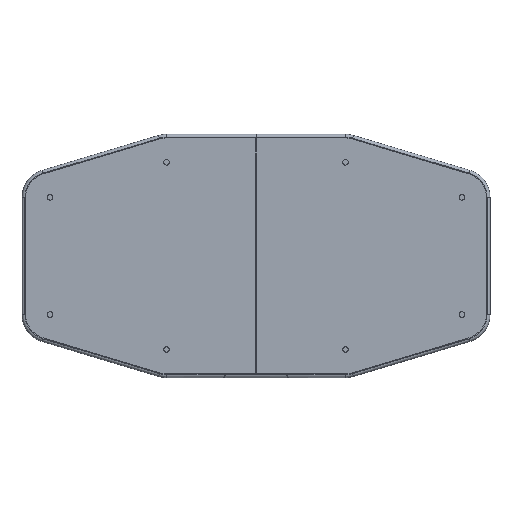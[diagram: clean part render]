
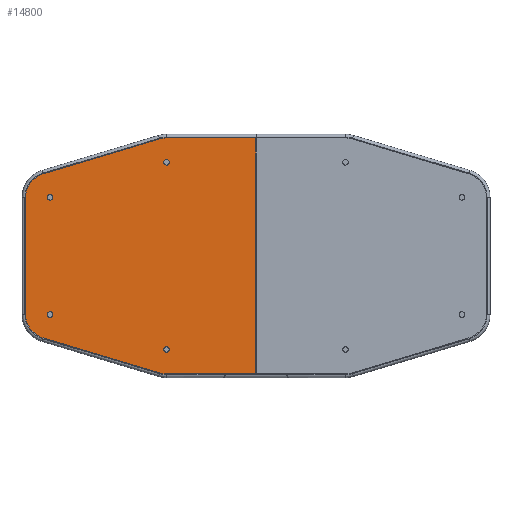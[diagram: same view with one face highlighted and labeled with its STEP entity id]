
A CAD part, top view. The second image highlights one B-rep face of the part: STEP entity #14800.
In plain terms, the highlighted planar face has unit normal (0, 0, 1).
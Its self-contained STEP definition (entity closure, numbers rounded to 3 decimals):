
#504=FACE_BOUND('',#2702,.T.);
#505=FACE_BOUND('',#2703,.T.);
#506=FACE_BOUND('',#2704,.T.);
#507=FACE_BOUND('',#2705,.T.);
#1095=CIRCLE('',#16261,16.55);
#1096=CIRCLE('',#16262,16.55);
#1097=CIRCLE('',#16263,16.55);
#1098=CIRCLE('',#16264,16.55);
#1099=CIRCLE('',#16265,1.9);
#1100=CIRCLE('',#16266,1.9);
#1101=CIRCLE('',#16267,1.9);
#1102=CIRCLE('',#16268,1.9);
#1816=FACE_OUTER_BOUND('',#2701,.T.);
#2701=EDGE_LOOP('',(#12722,#12723,#12724,#12725,#12726,#12727,#12728,#12729,
#12730,#12731));
#2702=EDGE_LOOP('',(#12732));
#2703=EDGE_LOOP('',(#12733));
#2704=EDGE_LOOP('',(#12734));
#2705=EDGE_LOOP('',(#12735));
#3957=LINE('',#24602,#5415);
#3958=LINE('',#24604,#5416);
#3959=LINE('',#24608,#5417);
#3960=LINE('',#24612,#5418);
#3961=LINE('',#24616,#5419);
#3962=LINE('',#24619,#5420);
#5415=VECTOR('',#20049,10.);
#5416=VECTOR('',#20050,10.);
#5417=VECTOR('',#20053,10.);
#5418=VECTOR('',#20056,10.);
#5419=VECTOR('',#20059,10.);
#5420=VECTOR('',#20062,10.);
#6881=VERTEX_POINT('',#24600);
#6882=VERTEX_POINT('',#24601);
#6883=VERTEX_POINT('',#24603);
#6884=VERTEX_POINT('',#24605);
#6885=VERTEX_POINT('',#24607);
#6886=VERTEX_POINT('',#24609);
#6887=VERTEX_POINT('',#24611);
#6888=VERTEX_POINT('',#24613);
#6889=VERTEX_POINT('',#24615);
#6890=VERTEX_POINT('',#24617);
#6891=VERTEX_POINT('',#24620);
#6892=VERTEX_POINT('',#24622);
#6893=VERTEX_POINT('',#24624);
#6894=VERTEX_POINT('',#24626);
#8878=EDGE_CURVE('',#6881,#6882,#3957,.T.);
#8879=EDGE_CURVE('',#6883,#6881,#3958,.T.);
#8880=EDGE_CURVE('',#6884,#6883,#1095,.T.);
#8881=EDGE_CURVE('',#6885,#6884,#3959,.T.);
#8882=EDGE_CURVE('',#6886,#6885,#1096,.T.);
#8883=EDGE_CURVE('',#6887,#6886,#3960,.T.);
#8884=EDGE_CURVE('',#6888,#6887,#1097,.T.);
#8885=EDGE_CURVE('',#6889,#6888,#3961,.T.);
#8886=EDGE_CURVE('',#6890,#6889,#1098,.T.);
#8887=EDGE_CURVE('',#6882,#6890,#3962,.T.);
#8888=EDGE_CURVE('',#6891,#6891,#1099,.T.);
#8889=EDGE_CURVE('',#6892,#6892,#1100,.T.);
#8890=EDGE_CURVE('',#6893,#6893,#1101,.T.);
#8891=EDGE_CURVE('',#6894,#6894,#1102,.T.);
#12722=ORIENTED_EDGE('',*,*,#8878,.F.);
#12723=ORIENTED_EDGE('',*,*,#8879,.F.);
#12724=ORIENTED_EDGE('',*,*,#8880,.F.);
#12725=ORIENTED_EDGE('',*,*,#8881,.F.);
#12726=ORIENTED_EDGE('',*,*,#8882,.F.);
#12727=ORIENTED_EDGE('',*,*,#8883,.F.);
#12728=ORIENTED_EDGE('',*,*,#8884,.F.);
#12729=ORIENTED_EDGE('',*,*,#8885,.F.);
#12730=ORIENTED_EDGE('',*,*,#8886,.F.);
#12731=ORIENTED_EDGE('',*,*,#8887,.F.);
#12732=ORIENTED_EDGE('',*,*,#8888,.F.);
#12733=ORIENTED_EDGE('',*,*,#8889,.F.);
#12734=ORIENTED_EDGE('',*,*,#8890,.F.);
#12735=ORIENTED_EDGE('',*,*,#8891,.F.);
#14034=PLANE('',#16260);
#14800=ADVANCED_FACE('',(#1816,#504,#505,#506,#507),#14034,.T.);
#16260=AXIS2_PLACEMENT_3D('',#24599,#20047,#20048);
#16261=AXIS2_PLACEMENT_3D('',#24606,#20051,#20052);
#16262=AXIS2_PLACEMENT_3D('',#24610,#20054,#20055);
#16263=AXIS2_PLACEMENT_3D('',#24614,#20057,#20058);
#16264=AXIS2_PLACEMENT_3D('',#24618,#20060,#20061);
#16265=AXIS2_PLACEMENT_3D('',#24621,#20063,#20064);
#16266=AXIS2_PLACEMENT_3D('',#24623,#20065,#20066);
#16267=AXIS2_PLACEMENT_3D('',#24625,#20067,#20068);
#16268=AXIS2_PLACEMENT_3D('',#24627,#20069,#20070);
#20047=DIRECTION('center_axis',(0.,0.,1.));
#20048=DIRECTION('ref_axis',(0.,-1.,0.));
#20049=DIRECTION('',(0.,-1.,0.));
#20050=DIRECTION('',(1.,0.,0.));
#20051=DIRECTION('center_axis',(0.,0.,-1.));
#20052=DIRECTION('ref_axis',(0.,-1.,0.));
#20053=DIRECTION('',(0.958,0.287,0.));
#20054=DIRECTION('center_axis',(0.,0.,-1.));
#20055=DIRECTION('ref_axis',(0.,-1.,0.));
#20056=DIRECTION('',(0.,1.,0.));
#20057=DIRECTION('center_axis',(0.,0.,-1.));
#20058=DIRECTION('ref_axis',(0.,-1.,0.));
#20059=DIRECTION('',(-0.958,0.287,0.));
#20060=DIRECTION('center_axis',(0.,0.,-1.));
#20061=DIRECTION('ref_axis',(0.,-1.,0.));
#20062=DIRECTION('',(-1.,0.,0.));
#20063=DIRECTION('center_axis',(0.,0.,1.));
#20064=DIRECTION('ref_axis',(-1.,0.,0.));
#20065=DIRECTION('center_axis',(0.,0.,1.));
#20066=DIRECTION('ref_axis',(-1.,0.,0.));
#20067=DIRECTION('center_axis',(0.,0.,1.));
#20068=DIRECTION('ref_axis',(-1.,0.,0.));
#20069=DIRECTION('center_axis',(0.,0.,1.));
#20070=DIRECTION('ref_axis',(-1.,0.,0.));
#24599=CARTESIAN_POINT('Origin',(0.,65.05,
32.45));
#24600=CARTESIAN_POINT('',(-0.05,145.1,32.45));
#24601=CARTESIAN_POINT('',(-0.05,-15.,32.45));
#24602=CARTESIAN_POINT('',(-0.05,25.025,32.45));
#24603=CARTESIAN_POINT('',(-60.704,145.1,32.45));
#24604=CARTESIAN_POINT('',(30.352,145.1,32.45));
#24605=CARTESIAN_POINT('',(-65.46,144.402,32.45));
#24606=CARTESIAN_POINT('Origin',(-60.704,128.55,32.45));
#24607=CARTESIAN_POINT('',(-144.456,120.703,32.45));
#24608=CARTESIAN_POINT('',(-46.352,150.134,32.45));
#24609=CARTESIAN_POINT('',(-156.25,104.851,32.45));
#24610=CARTESIAN_POINT('Origin',(-139.7,104.851,32.45));
#24611=CARTESIAN_POINT('',(-156.25,25.249,32.45));
#24612=CARTESIAN_POINT('',(-156.25,84.951,32.45));
#24613=CARTESIAN_POINT('',(-144.456,9.397,32.45));
#24614=CARTESIAN_POINT('Origin',(-139.7,25.249,32.45));
#24615=CARTESIAN_POINT('',(-65.46,-14.302,32.45));
#24616=CARTESIAN_POINT('',(-85.85,-8.185,32.45));
#24617=CARTESIAN_POINT('',(-60.704,-15.,32.45));
#24618=CARTESIAN_POINT('Origin',(-60.704,1.55,32.45));
#24619=CARTESIAN_POINT('',(-30.352,-15.,32.45));
#24620=CARTESIAN_POINT('',(-137.8,104.851,32.45));
#24621=CARTESIAN_POINT('Origin',(-139.7,104.851,32.45));
#24622=CARTESIAN_POINT('',(-137.8,25.249,32.45));
#24623=CARTESIAN_POINT('Origin',(-139.7,25.249,32.45));
#24624=CARTESIAN_POINT('',(-58.804,128.55,32.45));
#24625=CARTESIAN_POINT('Origin',(-60.704,128.55,32.45));
#24626=CARTESIAN_POINT('',(-58.804,1.55,32.45));
#24627=CARTESIAN_POINT('Origin',(-60.704,1.55,32.45));
